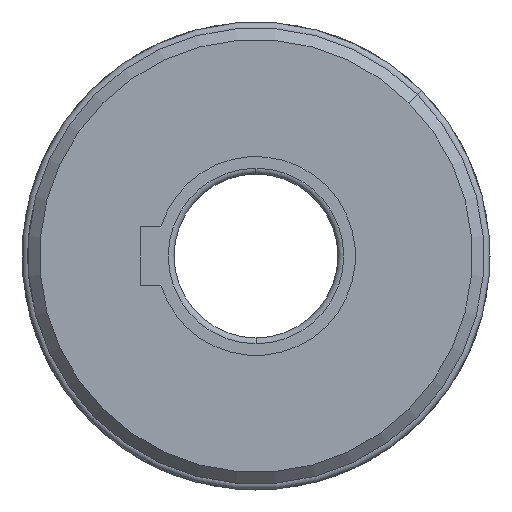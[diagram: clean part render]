
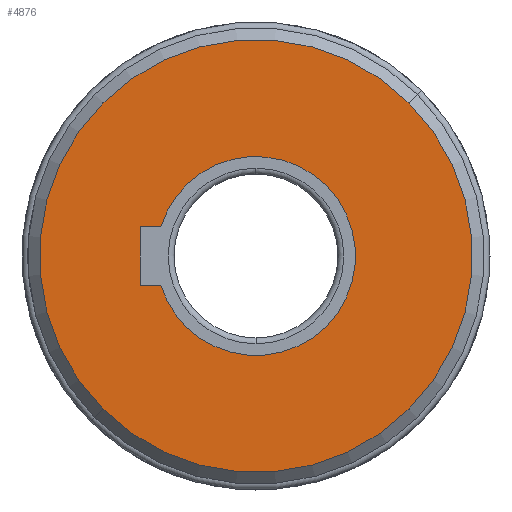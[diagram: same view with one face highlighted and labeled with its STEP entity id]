
A CAD part, left-side view. The second image highlights one B-rep face of the part: STEP entity #4876.
In plain terms, the highlighted planar face has unit normal (-1, 0, 0).
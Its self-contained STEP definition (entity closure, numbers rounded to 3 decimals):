
#196 = DIRECTION ( 'NONE',  ( 0., 0.707, 0.707 ) ) ;
#206 = CIRCLE ( 'NONE', #973, 8.5 ) ;
#243 = CARTESIAN_POINT ( 'NONE',  ( 0., 0., 0. ) ) ;
#357 = VERTEX_POINT ( 'NONE', #1269 ) ;
#537 = ORIENTED_EDGE ( 'NONE', *, *, #1140, .T. ) ;
#635 = VECTOR ( 'NONE', #3038, 1000. ) ;
#641 = VECTOR ( 'NONE', #196, 1000. ) ;
#713 = CARTESIAN_POINT ( 'NONE',  ( 0., 3.977, -7.512 ) ) ;
#774 = DIRECTION ( 'NONE',  ( 1., 0., 0. ) ) ;
#930 = AXIS2_PLACEMENT_3D ( 'NONE', #3960, #4724, #1602 ) ;
#973 = AXIS2_PLACEMENT_3D ( 'NONE', #1500, #1146, #4997 ) ;
#1008 = CARTESIAN_POINT ( 'NONE',  ( 0., 19.5, 0. ) ) ;
#1099 = EDGE_CURVE ( 'NONE', #2592, #4845, #4074, .T. ) ;
#1112 = EDGE_CURVE ( 'NONE', #4302, #4206, #2490, .T. ) ;
#1132 = ORIENTED_EDGE ( 'NONE', *, *, #3847, .T. ) ;
#1140 = EDGE_CURVE ( 'NONE', #357, #1532, #2745, .T. ) ;
#1146 = DIRECTION ( 'NONE',  ( 1., 0., 0. ) ) ;
#1247 = DIRECTION ( 'NONE',  ( 0., 0., 1. ) ) ;
#1253 = EDGE_CURVE ( 'NONE', #1532, #357, #4014, .T. ) ;
#1269 = CARTESIAN_POINT ( 'NONE',  ( 0., 0., 18.5 ) ) ;
#1500 = CARTESIAN_POINT ( 'NONE',  ( 0., 0., 0. ) ) ;
#1532 = VERTEX_POINT ( 'NONE', #2179 ) ;
#1538 = CARTESIAN_POINT ( 'NONE',  ( 0., 3.977, -7.512 ) ) ;
#1583 = DIRECTION ( 'NONE',  ( -1., 0., 0. ) ) ;
#1602 = DIRECTION ( 'NONE',  ( 0., 0., -1. ) ) ;
#1684 = AXIS2_PLACEMENT_3D ( 'NONE', #1986, #1583, #1247 ) ;
#1754 = AXIS2_PLACEMENT_3D ( 'NONE', #243, #1797, #4139 ) ;
#1797 = DIRECTION ( 'NONE',  ( -1., 0., 0. ) ) ;
#1815 = VERTEX_POINT ( 'NONE', #3911 ) ;
#1895 = LINE ( 'NONE', #3983, #641 ) ;
#1932 = FACE_OUTER_BOUND ( 'NONE', #3663, .T. ) ;
#1986 = CARTESIAN_POINT ( 'NONE',  ( 0., 0., 0. ) ) ;
#2000 = CARTESIAN_POINT ( 'NONE',  ( 0., 0., 8.5 ) ) ;
#2062 = FACE_BOUND ( 'NONE', #2955, .T. ) ;
#2179 = CARTESIAN_POINT ( 'NONE',  ( 0., 0., -18.5 ) ) ;
#2223 = EDGE_CURVE ( 'NONE', #4206, #2592, #206, .T. ) ;
#2239 = ORIENTED_EDGE ( 'NONE', *, *, #4091, .T. ) ;
#2362 = AXIS2_PLACEMENT_3D ( 'NONE', #4103, #774, #4216 ) ;
#2490 = CIRCLE ( 'NONE', #930, 8.5 ) ;
#2491 = DIRECTION ( 'NONE',  ( -1., 0., 0. ) ) ;
#2514 = CARTESIAN_POINT ( 'NONE',  ( 0., 5.233, -8.768 ) ) ;
#2582 = ORIENTED_EDGE ( 'NONE', *, *, #2223, .T. ) ;
#2592 = VERTEX_POINT ( 'NONE', #713 ) ;
#2745 = CIRCLE ( 'NONE', #1684, 18.5 ) ;
#2947 = PLANE ( 'NONE',  #3827 ) ;
#2955 = EDGE_LOOP ( 'NONE', ( #4333, #3090, #2582, #3447, #1132, #2239 ) ) ;
#3038 = DIRECTION ( 'NONE',  ( 0., -0.707, 0.707 ) ) ;
#3090 = ORIENTED_EDGE ( 'NONE', *, *, #1112, .T. ) ;
#3104 = CARTESIAN_POINT ( 'NONE',  ( 0., 0., -8.5 ) ) ;
#3149 = VERTEX_POINT ( 'NONE', #3955 ) ;
#3221 = CIRCLE ( 'NONE', #2362, 8.5 ) ;
#3447 = ORIENTED_EDGE ( 'NONE', *, *, #1099, .T. ) ;
#3663 = EDGE_LOOP ( 'NONE', ( #4437, #537 ) ) ;
#3710 = LINE ( 'NONE', #4957, #635 ) ;
#3827 = AXIS2_PLACEMENT_3D ( 'NONE', #1008, #2491, #4888 ) ;
#3847 = EDGE_CURVE ( 'NONE', #4845, #1815, #1895, .T. ) ;
#3911 = CARTESIAN_POINT ( 'NONE',  ( 0., 8.768, -5.233 ) ) ;
#3955 = CARTESIAN_POINT ( 'NONE',  ( 0., 7.512, -3.977 ) ) ;
#3960 = CARTESIAN_POINT ( 'NONE',  ( 0., 0., 0. ) ) ;
#3983 = CARTESIAN_POINT ( 'NONE',  ( 0., 8.768, -5.233 ) ) ;
#4014 = CIRCLE ( 'NONE', #1754, 18.5 ) ;
#4074 = LINE ( 'NONE', #1538, #4314 ) ;
#4091 = EDGE_CURVE ( 'NONE', #1815, #3149, #3710, .T. ) ;
#4103 = CARTESIAN_POINT ( 'NONE',  ( 0., 0., 0. ) ) ;
#4139 = DIRECTION ( 'NONE',  ( 0., 0., 1. ) ) ;
#4206 = VERTEX_POINT ( 'NONE', #3104 ) ;
#4216 = DIRECTION ( 'NONE',  ( 0., 0., -1. ) ) ;
#4254 = DIRECTION ( 'NONE',  ( 0., 0.707, -0.707 ) ) ;
#4302 = VERTEX_POINT ( 'NONE', #2000 ) ;
#4314 = VECTOR ( 'NONE', #4254, 1000. ) ;
#4333 = ORIENTED_EDGE ( 'NONE', *, *, #4542, .T. ) ;
#4437 = ORIENTED_EDGE ( 'NONE', *, *, #1253, .T. ) ;
#4542 = EDGE_CURVE ( 'NONE', #3149, #4302, #3221, .T. ) ;
#4724 = DIRECTION ( 'NONE',  ( 1., 0., 0. ) ) ;
#4845 = VERTEX_POINT ( 'NONE', #2514 ) ;
#4876 = ADVANCED_FACE ( 'NONE', ( #2062, #1932 ), #2947, .T. ) ;
#4888 = DIRECTION ( 'NONE',  ( 0., 0., 1. ) ) ;
#4957 = CARTESIAN_POINT ( 'NONE',  ( 0., 7.512, -3.977 ) ) ;
#4997 = DIRECTION ( 'NONE',  ( 0., 0., -1. ) ) ;
